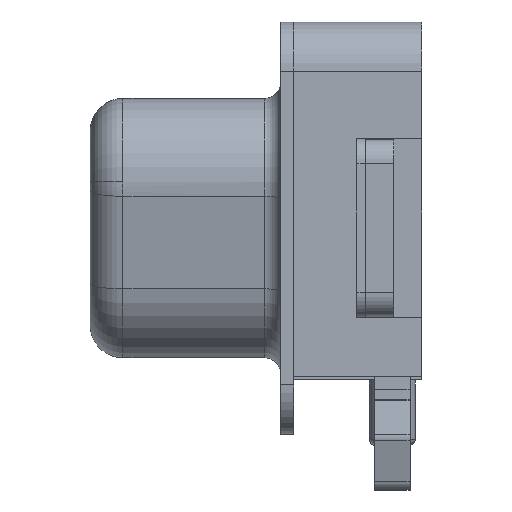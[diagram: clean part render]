
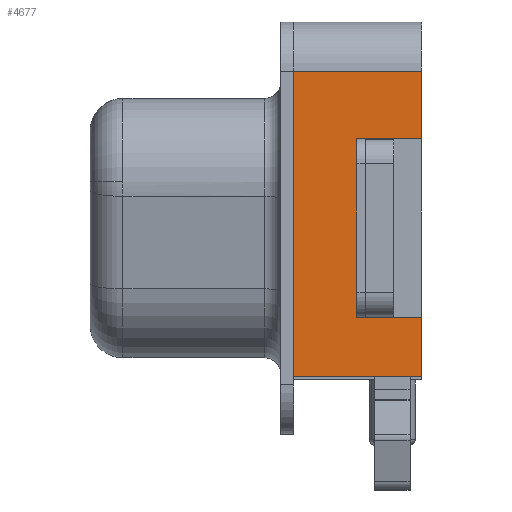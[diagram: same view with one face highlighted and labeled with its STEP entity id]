
A CAD part, left-side view. The second image highlights one B-rep face of the part: STEP entity #4677.
In plain terms, the highlighted planar face has unit normal (-1, 0, 0).
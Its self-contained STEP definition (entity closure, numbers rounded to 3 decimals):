
#2445 = VERTEX_POINT('',#2446);
#2446 = CARTESIAN_POINT('',(-15.404,0.531,1.918));
#2452 = EDGE_CURVE('',#2445,#2453,#2455,.T.);
#2453 = VERTEX_POINT('',#2454);
#2454 = CARTESIAN_POINT('',(-15.404,-1.449,1.918));
#2455 = LINE('',#2456,#2457);
#2456 = CARTESIAN_POINT('',(-15.404,0.531,1.918));
#2457 = VECTOR('',#2458,1.);
#2458 = DIRECTION('',(0.,-1.,0.));
#2495 = VERTEX_POINT('',#2496);
#2496 = CARTESIAN_POINT('',(-15.404,0.531,7.368));
#2502 = EDGE_CURVE('',#2495,#2445,#2503,.T.);
#2503 = LINE('',#2504,#2505);
#2504 = CARTESIAN_POINT('',(-15.404,0.531,7.368));
#2505 = VECTOR('',#2506,1.);
#2506 = DIRECTION('',(0.,0.,-1.));
#3133 = VERTEX_POINT('',#3134);
#3134 = CARTESIAN_POINT('',(-15.404,-1.449,9.418));
#3141 = EDGE_CURVE('',#3133,#3142,#3144,.T.);
#3142 = VERTEX_POINT('',#3143);
#3143 = CARTESIAN_POINT('',(-15.404,-1.449,7.368));
#3144 = LINE('',#3145,#3146);
#3145 = CARTESIAN_POINT('',(-15.404,-1.449,9.418));
#3146 = VECTOR('',#3147,1.);
#3147 = DIRECTION('',(0.,0.,-1.));
#3391 = EDGE_CURVE('',#2453,#3392,#3394,.T.);
#3392 = VERTEX_POINT('',#3393);
#3393 = CARTESIAN_POINT('',(-15.404,-1.449,0.118));
#3394 = LINE('',#3395,#3396);
#3395 = CARTESIAN_POINT('',(-15.404,-1.449,9.418));
#3396 = VECTOR('',#3397,1.);
#3397 = DIRECTION('',(0.,0.,-1.));
#3689 = VERTEX_POINT('',#3690);
#3690 = CARTESIAN_POINT('',(-15.404,2.451,0.118));
#3698 = EDGE_CURVE('',#3699,#3689,#3701,.T.);
#3699 = VERTEX_POINT('',#3700);
#3700 = CARTESIAN_POINT('',(-15.404,2.451,9.418));
#3701 = LINE('',#3702,#3703);
#3702 = CARTESIAN_POINT('',(-15.404,2.451,9.418));
#3703 = VECTOR('',#3704,1.);
#3704 = DIRECTION('',(0.,0.,-1.));
#4677 = ADVANCED_FACE('',(#4678),#4703,.F.);
#4678 = FACE_BOUND('',#4679,.T.);
#4679 = EDGE_LOOP('',(#4680,#4681,#4682,#4683,#4689,#4690,#4696,#4697));
#4680 = ORIENTED_EDGE('',*,*,#3391,.F.);
#4681 = ORIENTED_EDGE('',*,*,#2452,.F.);
#4682 = ORIENTED_EDGE('',*,*,#2502,.F.);
#4683 = ORIENTED_EDGE('',*,*,#4684,.T.);
#4684 = EDGE_CURVE('',#2495,#3142,#4685,.T.);
#4685 = LINE('',#4686,#4687);
#4686 = CARTESIAN_POINT('',(-15.404,0.531,7.368));
#4687 = VECTOR('',#4688,1.);
#4688 = DIRECTION('',(0.,-1.,0.));
#4689 = ORIENTED_EDGE('',*,*,#3141,.F.);
#4690 = ORIENTED_EDGE('',*,*,#4691,.T.);
#4691 = EDGE_CURVE('',#3133,#3699,#4692,.T.);
#4692 = LINE('',#4693,#4694);
#4693 = CARTESIAN_POINT('',(-15.404,-1.449,9.418));
#4694 = VECTOR('',#4695,1.);
#4695 = DIRECTION('',(0.,1.,0.));
#4696 = ORIENTED_EDGE('',*,*,#3698,.T.);
#4697 = ORIENTED_EDGE('',*,*,#4698,.F.);
#4698 = EDGE_CURVE('',#3392,#3689,#4699,.T.);
#4699 = LINE('',#4700,#4701);
#4700 = CARTESIAN_POINT('',(-15.404,-1.449,0.118));
#4701 = VECTOR('',#4702,1.);
#4702 = DIRECTION('',(0.,1.,0.));
#4703 = PLANE('',#4704);
#4704 = AXIS2_PLACEMENT_3D('',#4705,#4706,#4707);
#4705 = CARTESIAN_POINT('',(-15.404,-1.449,9.418));
#4706 = DIRECTION('',(1.,0.,0.));
#4707 = DIRECTION('',(0.,0.,-1.));
